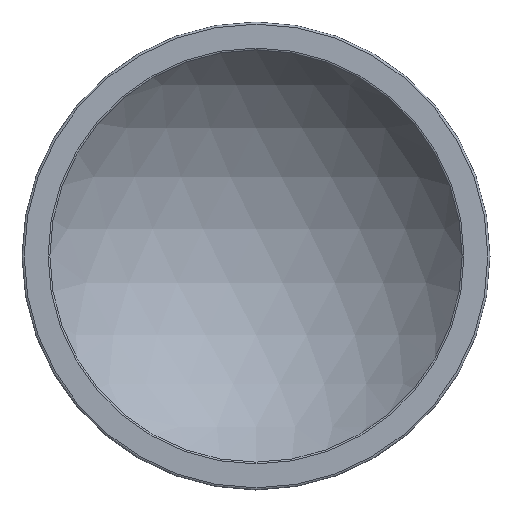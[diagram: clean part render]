
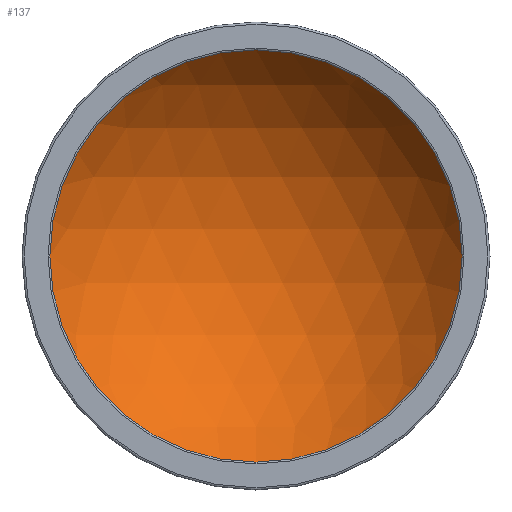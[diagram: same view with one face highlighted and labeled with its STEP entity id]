
A CAD part, front view. The second image highlights one B-rep face of the part: STEP entity #137.
In plain terms, the highlighted spherical face has radius 44.45 mm.
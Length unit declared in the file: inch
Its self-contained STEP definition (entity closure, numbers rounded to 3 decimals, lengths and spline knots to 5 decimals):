
#18=SPHERICAL_SURFACE('',#166,1.75);
#26=FACE_OUTER_BOUND('',#35,.T.);
#35=EDGE_LOOP('',(#104,#105));
#44=CIRCLE('',#160,1.43168);
#45=CIRCLE('',#161,1.43168);
#62=VERTEX_POINT('',#243);
#63=VERTEX_POINT('',#245);
#77=EDGE_CURVE('',#62,#63,#44,.T.);
#78=EDGE_CURVE('',#63,#62,#45,.T.);
#104=ORIENTED_EDGE('',*,*,#78,.F.);
#105=ORIENTED_EDGE('',*,*,#77,.F.);
#137=ADVANCED_FACE('',(#26),#18,.F.);
#160=AXIS2_PLACEMENT_3D('',#246,#191,#192);
#161=AXIS2_PLACEMENT_3D('',#247,#193,#194);
#166=AXIS2_PLACEMENT_3D('',#254,#203,#204);
#191=DIRECTION('center_axis',(0.,1.,0.));
#192=DIRECTION('ref_axis',(1.,0.,0.));
#193=DIRECTION('center_axis',(0.,1.,0.));
#194=DIRECTION('ref_axis',(1.,0.,0.));
#203=DIRECTION('center_axis',(0.,0.,1.));
#204=DIRECTION('ref_axis',(1.,0.,0.));
#243=CARTESIAN_POINT('',(0.,1.00637,-1.43168));
#245=CARTESIAN_POINT('',(-1.43168,1.00637,0.));
#246=CARTESIAN_POINT('Origin',(0.,1.00637,0.));
#247=CARTESIAN_POINT('Origin',(0.,1.00637,0.));
#254=CARTESIAN_POINT('Origin',(0.,0.,0.));
